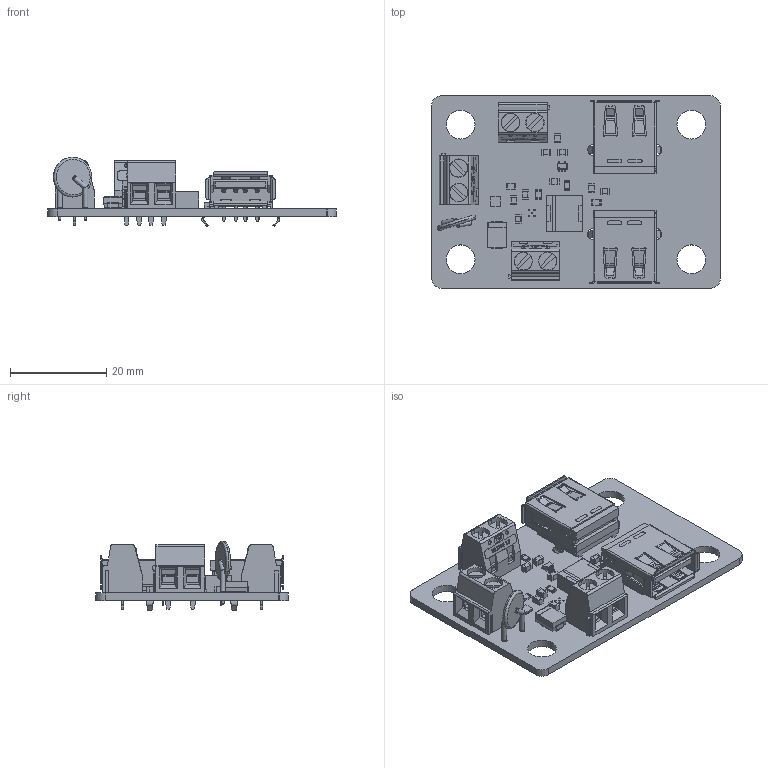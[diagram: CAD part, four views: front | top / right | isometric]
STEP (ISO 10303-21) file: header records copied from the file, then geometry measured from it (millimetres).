
FILE_DESCRIPTION(('KiCad electronic assembly'),'2;1');
FILE_NAME('PD_PCB_Rev2-2.step','2025-04-25T19:16:57',('Pcbnew'),('Kicad' ),'Open CASCADE STEP processor 7.8','KiCad to STEP converter', 'Unknown');
FILE_SCHEMA(('AUTOMOTIVE_DESIGN { 1 0 10303 214 1 1 1 1 }'));
Length unit declared in the file: millimetre
Products named in the file (22): PD_PCB_Rev2-2 1; R_0805_2012Metric; C_0805_2012Metric; SMB_DIO; part; USB_A_Molex_67643_Horizontal; Fuse_0805_2012Metric; Fuse_BelFuse_0ZRE_0ZRE0005FF_L8.3mm_W3.8mm; A_0ZRE0005FF; 1729128; 1729128_1; IND_CB_DRA73; MAX8510EXK30T; 21-0076&&5; DFN2020E-6_STP; DFN2020E-6; PD_PCB_Rev2-2_PCB
Assembly tree (34 placements, depth 3):
  PD_PCB_Rev2-2 1
    R_0805_2012Metric  x4
      R_0805_2012Metric
    C_0805_2012Metric  x8
      C_0805_2012Metric
    SMB_DIO
      part
    USB_A_Molex_67643_Horizontal  x2
      USB_A_Molex_67643_Horizontal
    Fuse_0805_2012Metric
      Fuse_0805_2012Metric
    Fuse_BelFuse_0ZRE_0ZRE0005FF_L8.3mm_W3.8mm
      A_0ZRE0005FF
    1729128  x3
      1729128_1
    IND_CB_DRA73
      part
    MAX8510EXK30T
      21-0076&&5
    DFN2020E-6_STP
      DFN2020E-6
    PD_PCB_Rev2-2_PCB
Bounding box: 60 x 40 x 14.5 mm (x, y, z)
Volume: 7206.1 mm3; surface area: 13600.4 mm2
Topology: 75 solids, 75 shells, 3434 faces, 8900 edges, 5682 vertices
Faces by surface type: plane 2581, cylinder 572, bspline 240, sphere 18, extrusion 15, torus 6, revolution 2
Full cylindrical faces by diameter (mm): 0.3 x5, 0.51 x2, 0.914 x8, 1.02 x2, 1.06 x2, 1.295 x6, 2.311 x4, 6 x4, 8.3 x1
Entity records: 59030 total; most frequent: CARTESIAN_POINT 12687, ORIENTED_EDGE 7988, DIRECTION 6952, EDGE_CURVE 3994, VECTOR 2836, LINE 2831, VERTEX_POINT 2538, AXIS2_PLACEMENT_3D 2057
